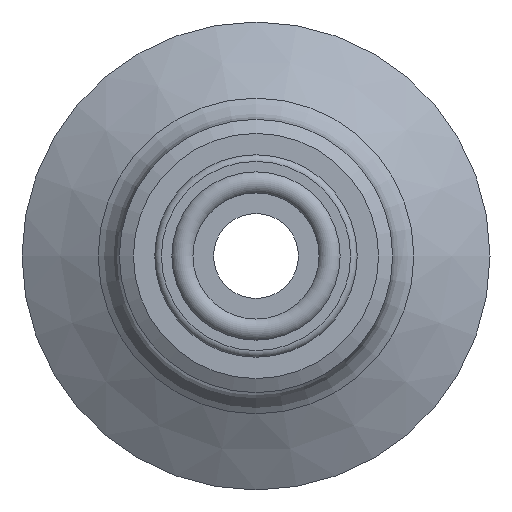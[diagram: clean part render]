
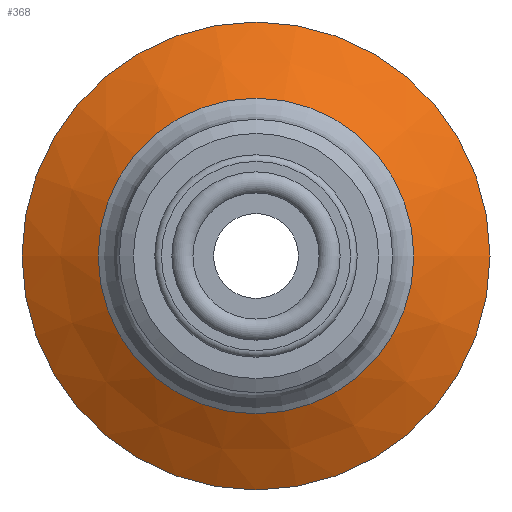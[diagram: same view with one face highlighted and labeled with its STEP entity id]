
A CAD part, left-side view. The second image highlights one B-rep face of the part: STEP entity #368.
In plain terms, the highlighted conical face has half-angle 60 degrees and reference radius 14.675 mm.
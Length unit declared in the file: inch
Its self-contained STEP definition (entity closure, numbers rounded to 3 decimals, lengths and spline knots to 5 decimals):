
#23=CONICAL_SURFACE('',#421,0.57775,60.);
#96=FACE_BOUND('',#168,.T.);
#122=FACE_OUTER_BOUND('',#167,.T.);
#167=EDGE_LOOP('',(#334));
#168=EDGE_LOOP('',(#335));
#190=CIRCLE('',#414,0.69);
#193=CIRCLE('',#420,0.4655);
#221=VERTEX_POINT('',#625);
#224=VERTEX_POINT('',#634);
#258=EDGE_CURVE('',#221,#221,#190,.T.);
#261=EDGE_CURVE('',#224,#224,#193,.T.);
#334=ORIENTED_EDGE('',*,*,#258,.F.);
#335=ORIENTED_EDGE('',*,*,#261,.T.);
#368=ADVANCED_FACE('',(#122,#96),#23,.T.);
#414=AXIS2_PLACEMENT_3D('',#626,#518,#519);
#420=AXIS2_PLACEMENT_3D('',#635,#530,#531);
#421=AXIS2_PLACEMENT_3D('',#636,#532,#533);
#518=DIRECTION('center_axis',(1.,0.,0.));
#519=DIRECTION('ref_axis',(0.,-1.,0.));
#530=DIRECTION('center_axis',(1.,0.,0.));
#531=DIRECTION('ref_axis',(0.,-1.,0.));
#532=DIRECTION('center_axis',(1.,0.,0.));
#533=DIRECTION('ref_axis',(0.,-1.,0.));
#625=CARTESIAN_POINT('',(-0.286,-0.69,0.));
#626=CARTESIAN_POINT('Origin',(-0.286,0.,
0.));
#634=CARTESIAN_POINT('',(-0.41562,-0.4655,0.));
#635=CARTESIAN_POINT('Origin',(-0.41562,0.,0.));
#636=CARTESIAN_POINT('Origin',(-0.35081,0.,
0.));
